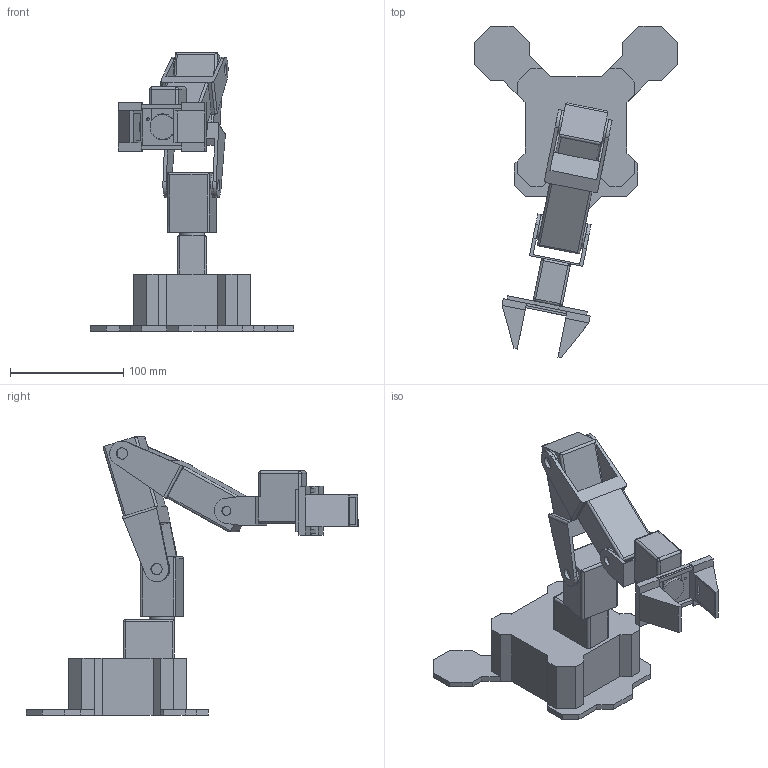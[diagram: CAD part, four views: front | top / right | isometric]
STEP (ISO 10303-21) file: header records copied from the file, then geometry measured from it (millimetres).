
FILE_DESCRIPTION((''),'2;1');
FILE_NAME('Pincher_SOLID.stp','2013-03-08T12:37:48',('Andrew'),(''),'Autodesk Inventor 2012','Autodesk Inventor 2012','');
FILE_SCHEMA(('AUTOMOTIVE_DESIGN { 1 0 10303 214 1 1 1 1 }'));
Length unit declared in the file: millimetre
Products named in the file (8): Pincher_SOLID; Base; Shoulder; Bicep; PX-Gripper; Guide_Rail_Fixed; Gripper_Hand_Fixed; Wrist
Assembly tree (9 placements, depth 3):
  Pincher_SOLID
    Base
    Shoulder
    Bicep  x2
    PX-Gripper
      Guide_Rail_Fixed
      Gripper_Hand_Fixed  x2
    Wrist
Bounding box: 179.24 x 293 x 245.65 mm (x, y, z)
Volume: 903104.7 mm3; surface area: 136110 mm2
Topology: 8 solids, 10 shells, 275 faces, 692 edges, 442 vertices
Faces by surface type: plane 198, cylinder 71, sphere 6
Full cylindrical faces by diameter (mm): 1.6 x2, 2.5 x2, 8 x2, 10 x4, 22 x9, 23 x1
Entity records: 6775 total; most frequent: CARTESIAN_POINT 1145, DIRECTION 1113, ORIENTED_EDGE 1076, EDGE_CURVE 538, VECTOR 435, LINE 435, VERTEX_POINT 351, AXIS2_PLACEMENT_3D 339
